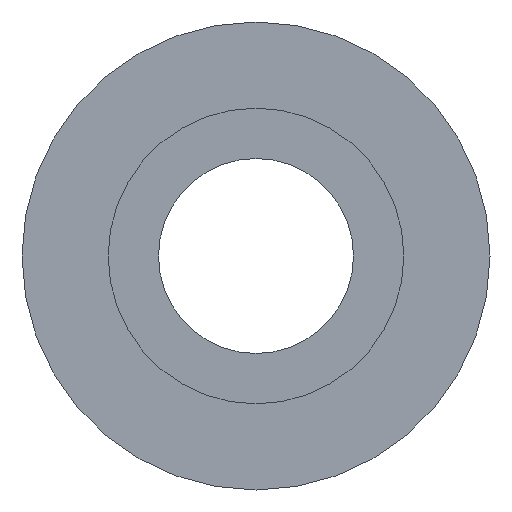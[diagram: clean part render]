
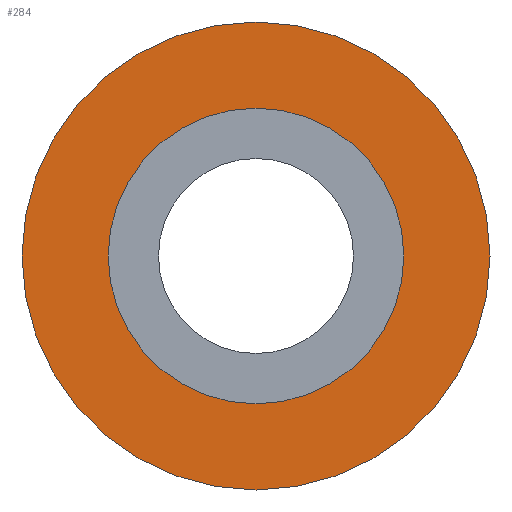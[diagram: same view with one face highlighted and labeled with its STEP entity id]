
A CAD part, front view. The second image highlights one B-rep face of the part: STEP entity #284.
In plain terms, the highlighted planar face has unit normal (0, -1, 0).
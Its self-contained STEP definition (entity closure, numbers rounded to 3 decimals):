
#101=CARTESIAN_POINT('',(0.,10.,0.));
#102=DIRECTION('',(0.,1.,0.));
#103=DIRECTION('',(0.,0.,-1.));
#104=AXIS2_PLACEMENT_3D('',#101,#102,#103);
#106=CARTESIAN_POINT('',(0.,10.,0.));
#107=DIRECTION('',(0.,-1.,0.));
#108=DIRECTION('',(0.,0.,-1.));
#109=AXIS2_PLACEMENT_3D('',#106,#107,#108);
#111=CARTESIAN_POINT('',(0.,10.,0.));
#112=DIRECTION('',(0.,-1.,0.));
#113=DIRECTION('',(0.,0.,-1.));
#114=AXIS2_PLACEMENT_3D('',#111,#112,#113);
#124=CARTESIAN_POINT('',(0.,10.,0.));
#125=DIRECTION('',(0.,1.,0.));
#126=DIRECTION('',(0.,0.,-1.));
#127=AXIS2_PLACEMENT_3D('',#124,#125,#126);
#146=CARTESIAN_POINT('',(0.,10.,-9.475));
#148=VERTEX_POINT('',#146);
#149=CARTESIAN_POINT('',(0.,10.,-15.));
#151=VERTEX_POINT('',#149);
#160=CARTESIAN_POINT('',(0.,10.,9.475));
#162=VERTEX_POINT('',#160);
#163=CARTESIAN_POINT('',(0.,10.,15.));
#165=VERTEX_POINT('',#163);
#269=CARTESIAN_POINT('',(0.,10.,0.));
#270=DIRECTION('',(0.,-1.,0.));
#271=DIRECTION('',(0.,0.,1.));
#272=AXIS2_PLACEMENT_3D('',#269,#270,#271);
#273=PLANE('',#272);
#275=ORIENTED_EDGE('',*,*,#274,.F.);
#277=ORIENTED_EDGE('',*,*,#276,.T.);
#278=EDGE_LOOP('',(#275,#277));
#279=FACE_OUTER_BOUND('',#278,.F.);
#280=ORIENTED_EDGE('',*,*,#262,.F.);
#281=ORIENTED_EDGE('',*,*,#251,.T.);
#282=EDGE_LOOP('',(#280,#281));
#283=FACE_BOUND('',#282,.F.);
#105=CIRCLE('',#104,9.475);
#110=CIRCLE('',#109,9.475);
#115=CIRCLE('',#114,15.);
#128=CIRCLE('',#127,15.);
#251=EDGE_CURVE('',#148,#162,#110,.T.);
#262=EDGE_CURVE('',#148,#162,#105,.T.);
#274=EDGE_CURVE('',#151,#165,#115,.T.);
#276=EDGE_CURVE('',#151,#165,#128,.T.);
#284=ADVANCED_FACE('',(#279,#283),#273,.T.);
